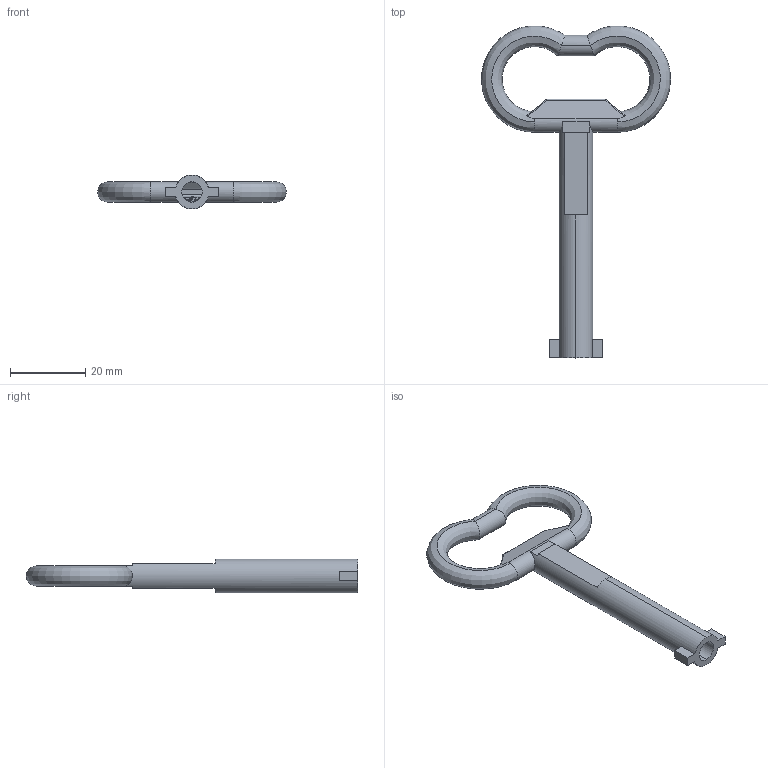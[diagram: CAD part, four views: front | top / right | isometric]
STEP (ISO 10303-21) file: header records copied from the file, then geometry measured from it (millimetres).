
FILE_DESCRIPTION (( 'STEP AP203' ), '1' );
FILE_NAME ('AP05.05.1.2.STEP', '2022-03-14T11:50:47', ( '' ), ( '' ), 'SwSTEP 2.0', 'SolidWorks 2021', '' );
FILE_SCHEMA (( 'CONFIG_CONTROL_DESIGN' ));
Length unit declared in the file: millimetre
Products named in the file (1): AP05.05.1.2
Bounding box: 50.3 x 88.26 x 9 mm (x, y, z)
Surface area: 4169 mm2 (no closed solid volume)
Topology: 0 solids, 1 shells, 82 faces, 319 edges, 224 vertices
Faces by surface type: bspline 35, plane 34, cylinder 13
Entity records: 6246 total; most frequent: CARTESIAN_POINT 3911, ORIENTED_EDGE 498, DIRECTION 327, EDGE_CURVE 319, VERTEX_POINT 224, LINE 151, VECTOR 151, B_SPLINE_CURVE_WITH_KNOTS 116
